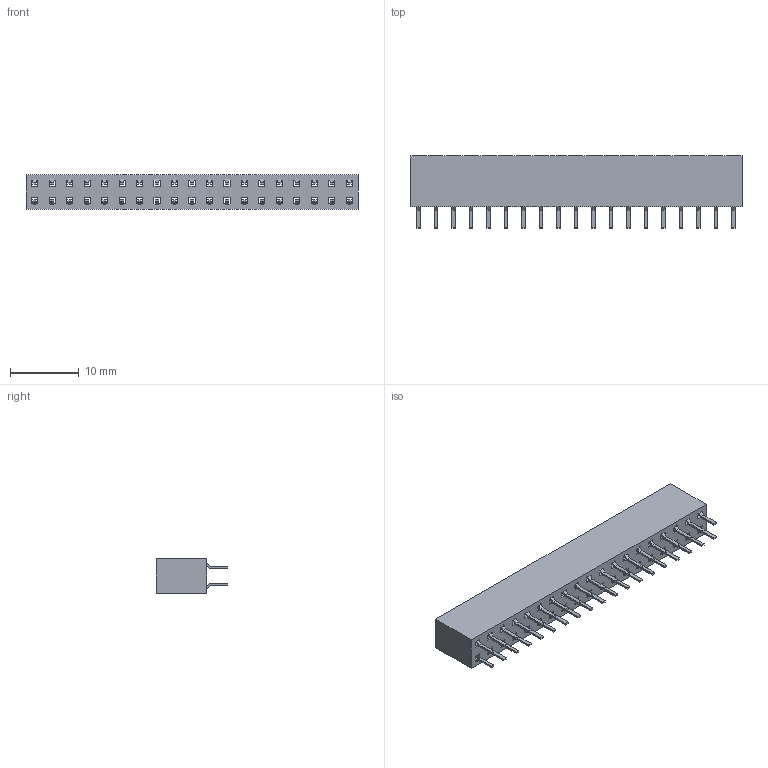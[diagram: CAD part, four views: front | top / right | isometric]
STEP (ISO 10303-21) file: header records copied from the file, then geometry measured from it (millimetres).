
FILE_DESCRIPTION(/* description */ ('STEP AP214'),/* implementation_level */ '2;1');
FILE_NAME(/* name */ 'BCS-119-L-D-TE',/* time_stamp */ '2024-08-29T16:37:22+02:00',/* author */ ('License CC BY-ND 4.0'),/* organization */ ('CADENAS'),/* preprocessor_version */ 'ST-DEVELOPER v19.3',/* originating_system */ 'PARTsolutions',/* authorisation */ ' ');
FILE_SCHEMA (('AUTOMOTIVE_DESIGN { 1 0 10303 214 3 1 1 }','AUTOMOTIVE_DESIGN {1 0 10303 214 3 1 1}'));
Length unit declared in the file: inch
Products named in the file (4): BCS-119-L-D-TE; BCS-119-D-TE_socket; C-95-01-19-L-D-TE; C-95-01-19-L-D-TE2
Assembly tree (3 placements, depth 2):
  BCS-119-L-D-TE
    BCS-119-D-TE_socket
    C-95-01-19-L-D-TE
    C-95-01-19-L-D-TE2
Bounding box: 48.26 x 10.46 x 5.08 mm (x, y, z)
Surface area: 4895.1 mm2
Topology: 3 solids, 3 shells, 1234 faces, 3760 edges, 2456 vertices
Faces by surface type: plane 1234
Entity records: 41529 total; most frequent: ORIENTED_EDGE 7520, CARTESIAN_POINT 7454, DIRECTION 6236, EDGE_CURVE 3760, LINE 3760, VECTOR 3760, VERTEX_POINT 2456, EDGE_LOOP 1386
